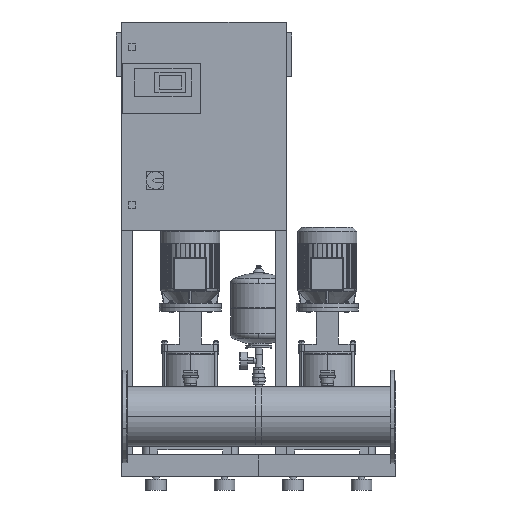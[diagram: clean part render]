
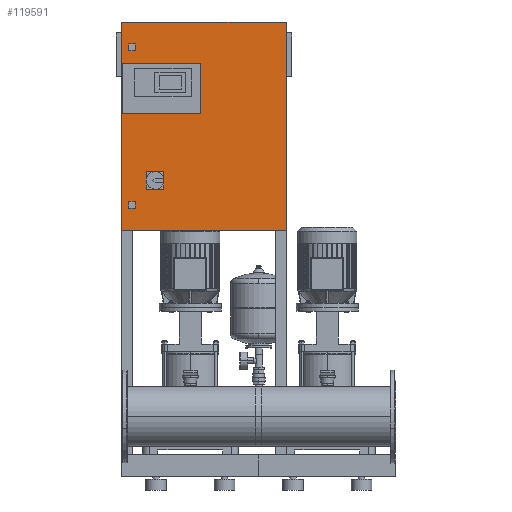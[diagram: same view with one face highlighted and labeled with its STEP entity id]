
A CAD part, front view. The second image highlights one B-rep face of the part: STEP entity #119591.
In plain terms, the highlighted planar face has unit normal (0, -1, 0).
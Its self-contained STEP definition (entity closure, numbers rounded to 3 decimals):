
#118210=CARTESIAN_POINT('',(50.,-540.,1628.0));
#118211=VERTEX_POINT('',#118210);
#118218=CARTESIAN_POINT('',(25.,-540.,1628.0));
#118219=VERTEX_POINT('',#118218);
#118220=CARTESIAN_POINT('',(25.,-540.,1628.0));
#118221=DIRECTION('',(1.0,0.0,0.0));
#118222=VECTOR('',#118221,25.0);
#118223=LINE('',#118220,#118222);
#118224=EDGE_CURVE('',#118219,#118211,#118223,.T.);
#118242=CARTESIAN_POINT('',(25.0,-540.,1603.0));
#118243=VERTEX_POINT('',#118242);
#118244=CARTESIAN_POINT('',(25.0,-540.,1603.0));
#118245=DIRECTION('',(0.0,0.0,1.0));
#118246=VECTOR('',#118245,25.0);
#118247=LINE('',#118244,#118246);
#118248=EDGE_CURVE('',#118243,#118219,#118247,.T.);
#118266=CARTESIAN_POINT('',(50.,-540.,1603.0));
#118267=VERTEX_POINT('',#118266);
#118268=CARTESIAN_POINT('',(50.,-540.,1603.0));
#118269=DIRECTION('',(-1.0,0.0,0.0));
#118270=VECTOR('',#118269,25.);
#118271=LINE('',#118268,#118270);
#118272=EDGE_CURVE('',#118267,#118243,#118271,.T.);
#118290=CARTESIAN_POINT('',(50.,-540.,1628.0));
#118291=DIRECTION('',(0.0,0.0,-1.0));
#118292=VECTOR('',#118291,25.0);
#118293=LINE('',#118290,#118292);
#118294=EDGE_CURVE('',#118211,#118267,#118293,.T.);
#118315=CARTESIAN_POINT('',(50.,-540.,1028.0));
#118316=VERTEX_POINT('',#118315);
#118323=CARTESIAN_POINT('',(50.,-540.,1053.0));
#118324=VERTEX_POINT('',#118323);
#118325=CARTESIAN_POINT('',(50.,-540.,1053.0));
#118326=DIRECTION('',(0.0,0.0,-1.0));
#118327=VECTOR('',#118326,25.0);
#118328=LINE('',#118325,#118327);
#118329=EDGE_CURVE('',#118324,#118316,#118328,.T.);
#118353=CARTESIAN_POINT('',(25.,-540.,1028.0));
#118354=VERTEX_POINT('',#118353);
#118361=CARTESIAN_POINT('',(50.,-540.,1028.0));
#118362=DIRECTION('',(-1.0,0.0,0.0));
#118363=VECTOR('',#118362,25.);
#118364=LINE('',#118361,#118363);
#118365=EDGE_CURVE('',#118316,#118354,#118364,.T.);
#118384=CARTESIAN_POINT('',(25.,-540.,1053.0));
#118385=VERTEX_POINT('',#118384);
#118392=CARTESIAN_POINT('',(25.,-540.,1028.0));
#118393=DIRECTION('',(0.0,0.0,1.0));
#118394=VECTOR('',#118393,25.0);
#118395=LINE('',#118392,#118394);
#118396=EDGE_CURVE('',#118354,#118385,#118395,.T.);
#118414=CARTESIAN_POINT('',(25.,-540.,1053.0));
#118415=DIRECTION('',(1.0,0.0,0.0));
#118416=VECTOR('',#118415,25.);
#118417=LINE('',#118414,#118416);
#118418=EDGE_CURVE('',#118385,#118324,#118417,.T.);
#119123=CARTESIAN_POINT('',(2.0,-540.,1558.0));
#119124=VERTEX_POINT('',#119123);
#119131=CARTESIAN_POINT('',(2.0,-540.,1373.0));
#119132=VERTEX_POINT('',#119131);
#119133=CARTESIAN_POINT('',(2.0,-540.,1373.0));
#119134=DIRECTION('',(0.0,0.0,1.0));
#119135=VECTOR('',#119134,185.0);
#119136=LINE('',#119133,#119135);
#119137=EDGE_CURVE('',#119132,#119124,#119136,.T.);
#119162=CARTESIAN_POINT('',(288.,-540.,1373.0));
#119163=VERTEX_POINT('',#119162);
#119164=CARTESIAN_POINT('',(288.,-540.,1373.0));
#119165=DIRECTION('',(-1.0,0.0,0.0));
#119166=VECTOR('',#119165,286.);
#119167=LINE('',#119164,#119166);
#119168=EDGE_CURVE('',#119163,#119132,#119167,.T.);
#119193=CARTESIAN_POINT('',(288.0,-540.,1558.0));
#119194=VERTEX_POINT('',#119193);
#119195=CARTESIAN_POINT('',(288.0,-540.,1558.0));
#119196=DIRECTION('',(0.0,0.0,-1.0));
#119197=VECTOR('',#119196,185.0);
#119198=LINE('',#119195,#119197);
#119199=EDGE_CURVE('',#119194,#119163,#119198,.T.);
#119222=CARTESIAN_POINT('',(2.0,-540.,1558.0));
#119223=DIRECTION('',(1.0,0.0,0.0));
#119224=VECTOR('',#119223,286.0);
#119225=LINE('',#119222,#119224);
#119226=EDGE_CURVE('',#119124,#119194,#119225,.T.);
#119534=CARTESIAN_POINT('',(300.,-540.,1328.0));
#119535=DIRECTION('',(0.0,-1.0,0.0));
#119536=DIRECTION('',(1.0,0.0,0.0));
#119537=AXIS2_PLACEMENT_3D('',#119534,#119535,#119536);
#119538=PLANE('',#119537);
#119539=CARTESIAN_POINT('',(0.,-540.0,948.0));
#119540=VERTEX_POINT('',#119539);
#119541=CARTESIAN_POINT('',(0.,-540.0,1708.0));
#119542=VERTEX_POINT('',#119541);
#119543=CARTESIAN_POINT('',(0.,-540.0,948.0));
#119544=DIRECTION('',(0.0,0.0,1.0));
#119545=VECTOR('',#119544,760.0);
#119546=LINE('',#119543,#119545);
#119547=EDGE_CURVE('',#119540,#119542,#119546,.T.);
#119548=ORIENTED_EDGE('',*,*,#119547,.F.);
#119549=CARTESIAN_POINT('',(600.0,-540.0,948.0));
#119550=VERTEX_POINT('',#119549);
#119551=CARTESIAN_POINT('',(600.0,-540.0,948.0));
#119552=DIRECTION('',(-1.0,0.0,0.0));
#119553=VECTOR('',#119552,600.);
#119554=LINE('',#119551,#119553);
#119555=EDGE_CURVE('',#119550,#119540,#119554,.T.);
#119556=ORIENTED_EDGE('',*,*,#119555,.F.);
#119557=CARTESIAN_POINT('',(600.0,-540.0,1708.0));
#119558=VERTEX_POINT('',#119557);
#119559=CARTESIAN_POINT('',(600.0,-540.0,1708.0));
#119560=DIRECTION('',(0.0,0.0,-1.0));
#119561=VECTOR('',#119560,760.0);
#119562=LINE('',#119559,#119561);
#119563=EDGE_CURVE('',#119558,#119550,#119562,.T.);
#119564=ORIENTED_EDGE('',*,*,#119563,.F.);
#119565=CARTESIAN_POINT('',(0.,-540.0,1708.0));
#119566=DIRECTION('',(1.0,0.0,0.0));
#119567=VECTOR('',#119566,600.0);
#119568=LINE('',#119565,#119567);
#119569=EDGE_CURVE('',#119542,#119558,#119568,.T.);
#119570=ORIENTED_EDGE('',*,*,#119569,.F.);
#119571=EDGE_LOOP('',(#119548,#119556,#119564,#119570));
#119572=FACE_OUTER_BOUND('',#119571,.T.);
#119573=ORIENTED_EDGE('',*,*,#118224,.T.);
#119574=ORIENTED_EDGE('',*,*,#118294,.T.);
#119575=ORIENTED_EDGE('',*,*,#118272,.T.);
#119576=ORIENTED_EDGE('',*,*,#118248,.T.);
#119577=EDGE_LOOP('',(#119573,#119574,#119575,#119576));
#119578=FACE_BOUND('',#119577,.T.);
#119579=ORIENTED_EDGE('',*,*,#118329,.T.);
#119580=ORIENTED_EDGE('',*,*,#118365,.T.);
#119581=ORIENTED_EDGE('',*,*,#118396,.T.);
#119582=ORIENTED_EDGE('',*,*,#118418,.T.);
#119583=EDGE_LOOP('',(#119579,#119580,#119581,#119582));
#119584=FACE_BOUND('',#119583,.T.);
#119585=ORIENTED_EDGE('',*,*,#119137,.T.);
#119586=ORIENTED_EDGE('',*,*,#119226,.T.);
#119587=ORIENTED_EDGE('',*,*,#119199,.T.);
#119588=ORIENTED_EDGE('',*,*,#119168,.T.);
#119589=EDGE_LOOP('',(#119585,#119586,#119587,#119588));
#119590=FACE_BOUND('',#119589,.T.);
#119591=ADVANCED_FACE('',(#119572,#119578,#119584,#119590),#119538,.T.);
